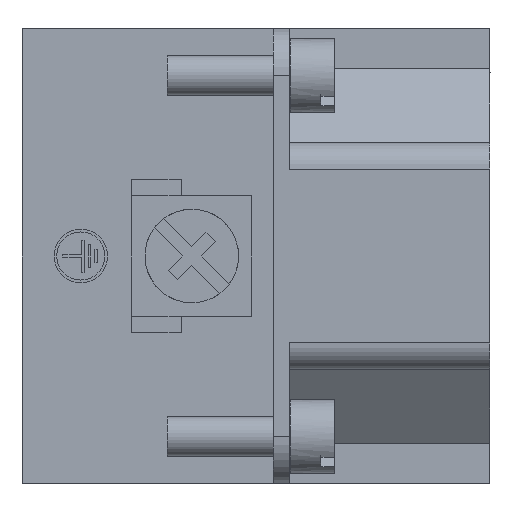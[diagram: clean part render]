
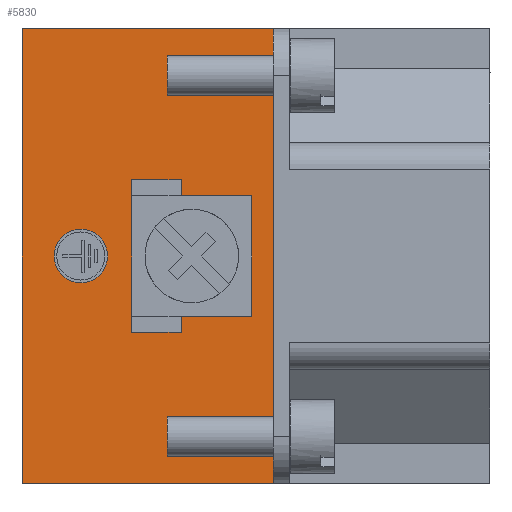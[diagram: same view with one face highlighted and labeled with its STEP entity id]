
A CAD part, left-side view. The second image highlights one B-rep face of the part: STEP entity #5830.
In plain terms, the highlighted planar face has unit normal (-1, 0, 0).
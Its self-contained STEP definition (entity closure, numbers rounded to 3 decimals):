
#1862=CIRCLE('',#22884,2.);
#3742=FACE_BOUND('',#8525,.T.);
#3743=FACE_BOUND('',#8526,.T.);
#3744=FACE_BOUND('',#8527,.T.);
#4595=PLANE('',#24234);
#5830=ADVANCED_FACE('',(#3742,#3743,#3744),#4595,.T.);
#8525=EDGE_LOOP('',(#13360,#13361,#13362,#13363,#13364,#13365,#13366,#13367));
#8526=EDGE_LOOP('',(#13368));
#8527=EDGE_LOOP('',(#13369,#13370,#13371,#13372));
#13360=ORIENTED_EDGE('',*,*,#16961,.T.);
#13361=ORIENTED_EDGE('',*,*,#16946,.T.);
#13362=ORIENTED_EDGE('',*,*,#16949,.T.);
#13363=ORIENTED_EDGE('',*,*,#16951,.T.);
#13364=ORIENTED_EDGE('',*,*,#16953,.T.);
#13365=ORIENTED_EDGE('',*,*,#16955,.T.);
#13366=ORIENTED_EDGE('',*,*,#16957,.T.);
#13367=ORIENTED_EDGE('',*,*,#16959,.T.);
#13368=ORIENTED_EDGE('',*,*,#17013,.T.);
#13369=ORIENTED_EDGE('',*,*,#18286,.F.);
#13370=ORIENTED_EDGE('',*,*,#18283,.F.);
#13371=ORIENTED_EDGE('',*,*,#18240,.F.);
#13372=ORIENTED_EDGE('',*,*,#18242,.F.);
#14645=VERTEX_POINT('',#32619);
#14646=VERTEX_POINT('',#32620);
#14647=VERTEX_POINT('',#32625);
#14648=VERTEX_POINT('',#32629);
#14649=VERTEX_POINT('',#32633);
#14650=VERTEX_POINT('',#32637);
#14651=VERTEX_POINT('',#32641);
#14652=VERTEX_POINT('',#32645);
#14688=VERTEX_POINT('',#32759);
#15708=VERTEX_POINT('',#36198);
#15709=VERTEX_POINT('',#36200);
#15710=VERTEX_POINT('',#36204);
#15736=VERTEX_POINT('',#36285);
#16946=EDGE_CURVE('',#14645,#14646,#19419,.T.);
#16949=EDGE_CURVE('',#14646,#14647,#19422,.T.);
#16951=EDGE_CURVE('',#14647,#14648,#19424,.T.);
#16953=EDGE_CURVE('',#14648,#14649,#19426,.T.);
#16955=EDGE_CURVE('',#14649,#14650,#19428,.T.);
#16957=EDGE_CURVE('',#14650,#14651,#19430,.T.);
#16959=EDGE_CURVE('',#14651,#14652,#19432,.T.);
#16961=EDGE_CURVE('',#14652,#14645,#19434,.T.);
#17013=EDGE_CURVE('',#14688,#14688,#1862,.T.);
#18240=EDGE_CURVE('',#15708,#15709,#20022,.T.);
#18242=EDGE_CURVE('',#15710,#15708,#20024,.T.);
#18283=EDGE_CURVE('',#15709,#15736,#20060,.T.);
#18286=EDGE_CURVE('',#15736,#15710,#20063,.T.);
#19419=LINE('',#32618,#21192);
#19422=LINE('',#32624,#21195);
#19424=LINE('',#32628,#21197);
#19426=LINE('',#32632,#21199);
#19428=LINE('',#32636,#21201);
#19430=LINE('',#32640,#21203);
#19432=LINE('',#32644,#21205);
#19434=LINE('',#32648,#21207);
#20022=LINE('',#36199,#21795);
#20024=LINE('',#36203,#21797);
#20060=LINE('',#36284,#21833);
#20063=LINE('',#36289,#21836);
#21192=VECTOR('',#26151,1.);
#21195=VECTOR('',#26156,1.);
#21197=VECTOR('',#26160,1.);
#21199=VECTOR('',#26164,1.);
#21201=VECTOR('',#26168,1.);
#21203=VECTOR('',#26172,1.);
#21205=VECTOR('',#26176,1.);
#21207=VECTOR('',#26180,1.);
#21795=VECTOR('',#29478,1.);
#21797=VECTOR('',#29482,1.);
#21833=VECTOR('',#29556,1.);
#21836=VECTOR('',#29561,1.);
#22884=AXIS2_PLACEMENT_3D('',#32758,#26281,#26282);
#24234=AXIS2_PLACEMENT_3D('',#36290,#29562,#29563);
#26151=DIRECTION('',(0.,0.,-1.));
#26156=DIRECTION('',(0.,-1.,0.));
#26160=DIRECTION('',(0.,0.,-1.));
#26164=DIRECTION('',(0.,1.,0.));
#26168=DIRECTION('',(0.,0.,-1.));
#26172=DIRECTION('',(0.,1.,0.));
#26176=DIRECTION('',(0.,0.,1.));
#26180=DIRECTION('',(0.,-1.,0.));
#26281=DIRECTION('',(1.,0.,0.));
#26282=DIRECTION('',(0.,-1.,0.));
#29478=DIRECTION('',(0.,0.,1.));
#29482=DIRECTION('',(0.,1.,0.));
#29556=DIRECTION('',(0.,-1.,0.));
#29561=DIRECTION('',(0.,0.,-1.));
#29562=DIRECTION('',(-1.,0.,0.));
#29563=DIRECTION('',(0.,0.,1.));
#32618=CARTESIAN_POINT('',(-33.151,6.9,5.7));
#32619=CARTESIAN_POINT('',(-33.151,6.9,5.7));
#32620=CARTESIAN_POINT('',(-33.151,6.9,4.5));
#32624=CARTESIAN_POINT('',(-33.151,6.9,4.5));
#32625=CARTESIAN_POINT('',(-33.151,1.6,4.5));
#32628=CARTESIAN_POINT('',(-33.151,1.6,4.5));
#32629=CARTESIAN_POINT('',(-33.151,1.6,-4.5));
#32632=CARTESIAN_POINT('',(-33.151,1.6,-4.5));
#32633=CARTESIAN_POINT('',(-33.151,6.9,-4.5));
#32636=CARTESIAN_POINT('',(-33.151,6.9,-4.5));
#32637=CARTESIAN_POINT('',(-33.151,6.9,-5.7));
#32640=CARTESIAN_POINT('',(-33.151,6.9,-5.7));
#32641=CARTESIAN_POINT('',(-33.151,10.6,-5.7));
#32644=CARTESIAN_POINT('',(-33.151,10.6,-5.7));
#32645=CARTESIAN_POINT('',(-33.151,10.6,5.7));
#32648=CARTESIAN_POINT('',(-33.151,10.6,5.7));
#32758=CARTESIAN_POINT('',(-33.151,14.4,0.));
#32759=CARTESIAN_POINT('',(-33.151,12.4,0.));
#36198=CARTESIAN_POINT('',(-33.151,18.8,-17.));
#36199=CARTESIAN_POINT('',(-33.151,18.8,-17.));
#36200=CARTESIAN_POINT('',(-33.151,18.8,17.));
#36203=CARTESIAN_POINT('',(-33.151,0.,-17.));
#36204=CARTESIAN_POINT('',(-33.151,0.,-17.));
#36284=CARTESIAN_POINT('',(-33.151,18.8,17.));
#36285=CARTESIAN_POINT('',(-33.151,0.,17.));
#36289=CARTESIAN_POINT('',(-33.151,0.,17.));
#36290=CARTESIAN_POINT('',(-33.151,0.,-17.));
